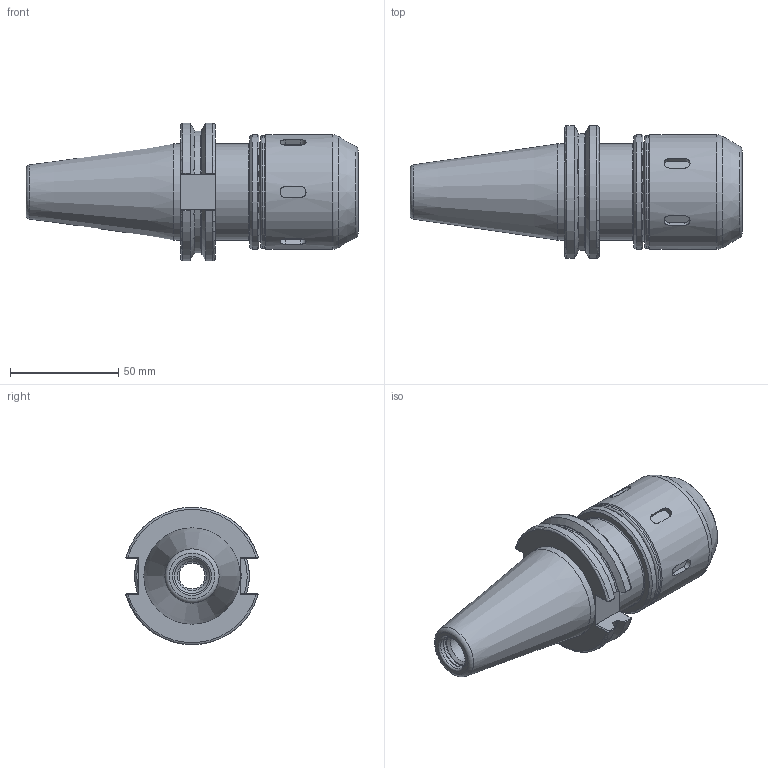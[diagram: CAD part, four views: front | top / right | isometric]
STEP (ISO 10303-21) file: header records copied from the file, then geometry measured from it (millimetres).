
FILE_DESCRIPTION(/* description */ (''),/* implementation_level */ '2;1');
FILE_NAME(/* name */ 'CAT40-MC075-0335.stp',/* time_stamp */ '2019-07-09T11:46:34-05:00',/* author */ ('ldfli'),/* organization */ ('Pioneer N.A.'),/* preprocessor_version */ 'ST-DEVELOPER v18',/* originating_system */ 'Autodesk Inventor LT',/* authorisation */ '');
FILE_SCHEMA (('AUTOMOTIVE_DESIGN { 1 0 10303 214 3 1 1 }'));
Length unit declared in the file: millimetre
Products named in the file (1): CAT40-MC075-0335
Bounding box: 153.25 x 61.14 x 63.31 mm (x, y, z)
Volume: 199990.5 mm3; surface area: 49838.3 mm2
Topology: 2 solids, 3 shells, 254 faces, 727 edges, 492 vertices
Faces by surface type: plane 119, cylinder 77, torus 21, bspline 20, cone 17
Full cylindrical faces by diameter (mm): 10 x1, 12 x1, 13.494 x1, 13.835 x1, 16.3 x1, 16.8 x1, 21 x1, 25 x1, 39.7 x2, 44.45 x2, 46.7 x2, 52 x1, 53 x2
Entity records: 9465 total; most frequent: CARTESIAN_POINT 2811, ORIENTED_EDGE 1452, DIRECTION 1339, EDGE_CURVE 726, VERTEX_POINT 492, AXIS2_PLACEMENT_3D 489, LINE 361, VECTOR 361
